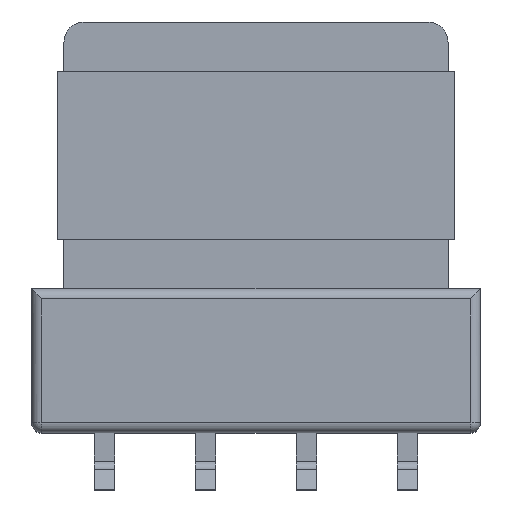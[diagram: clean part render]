
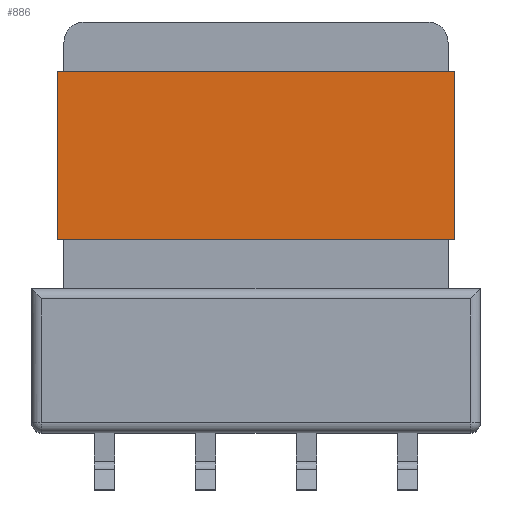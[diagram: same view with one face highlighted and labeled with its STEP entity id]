
A CAD part, top view. The second image highlights one B-rep face of the part: STEP entity #886.
In plain terms, the highlighted planar face has unit normal (0, 0, 1).
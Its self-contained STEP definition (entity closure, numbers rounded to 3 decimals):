
#886 = ADVANCED_FACE( '', ( #1927 ), #1928, .F. );
#1927 = FACE_OUTER_BOUND( '', #3519, .T. );
#1928 = PLANE( '', #3520 );
#3519 = EDGE_LOOP( '', ( #6320, #6321, #6322, #6323 ) );
#3520 = AXIS2_PLACEMENT_3D( '', #6324, #6325, #6326 );
#6320 = ORIENTED_EDGE( '', *, *, #9091, .T. );
#6321 = ORIENTED_EDGE( '', *, *, #9001, .F. );
#6322 = ORIENTED_EDGE( '', *, *, #9092, .F. );
#6323 = ORIENTED_EDGE( '', *, *, #9053, .T. );
#6324 = CARTESIAN_POINT( '', ( -4.906, 4.14, 4.056 ) );
#6325 = DIRECTION( '', ( 0., 0., -1. ) );
#6326 = DIRECTION( '', ( -1., 0., 0. ) );
#9001 = EDGE_CURVE( '', #10823, #10818, #10825, .T. );
#9053 = EDGE_CURVE( '', #10892, #10890, #10893, .T. );
#9091 = EDGE_CURVE( '', #10890, #10818, #10942, .T. );
#9092 = EDGE_CURVE( '', #10892, #10823, #10943, .T. );
#10818 = VERTEX_POINT( '', #13902 );
#10823 = VERTEX_POINT( '', #13909 );
#10825 = LINE( '', #13912, #13913 );
#10890 = VERTEX_POINT( '', #14026 );
#10892 = VERTEX_POINT( '', #14029 );
#10893 = LINE( '', #14030, #14031 );
#10942 = LINE( '', #14131, #14132 );
#10943 = LINE( '', #14133, #14134 );
#13902 = CARTESIAN_POINT( '', ( 4.906, 0., 4.056 ) );
#13909 = CARTESIAN_POINT( '', ( 4.906, 4.14, 4.056 ) );
#13912 = CARTESIAN_POINT( '', ( 4.906, 4.14, 4.056 ) );
#13913 = VECTOR( '', #15990, 1000. );
#14026 = CARTESIAN_POINT( '', ( -4.906, 0., 4.056 ) );
#14029 = CARTESIAN_POINT( '', ( -4.906, 4.14, 4.056 ) );
#14030 = CARTESIAN_POINT( '', ( -4.906, 4.14, 4.056 ) );
#14031 = VECTOR( '', #16036, 1000. );
#14131 = CARTESIAN_POINT( '', ( -4.906, 0., 4.056 ) );
#14132 = VECTOR( '', #16069, 1000. );
#14133 = CARTESIAN_POINT( '', ( -4.906, 4.14, 4.056 ) );
#14134 = VECTOR( '', #16070, 1000. );
#15990 = DIRECTION( '', ( 0., -1., 0. ) );
#16036 = DIRECTION( '', ( 0., -1., 0. ) );
#16069 = DIRECTION( '', ( 1., 0., 0. ) );
#16070 = DIRECTION( '', ( 1., 0., 0. ) );
